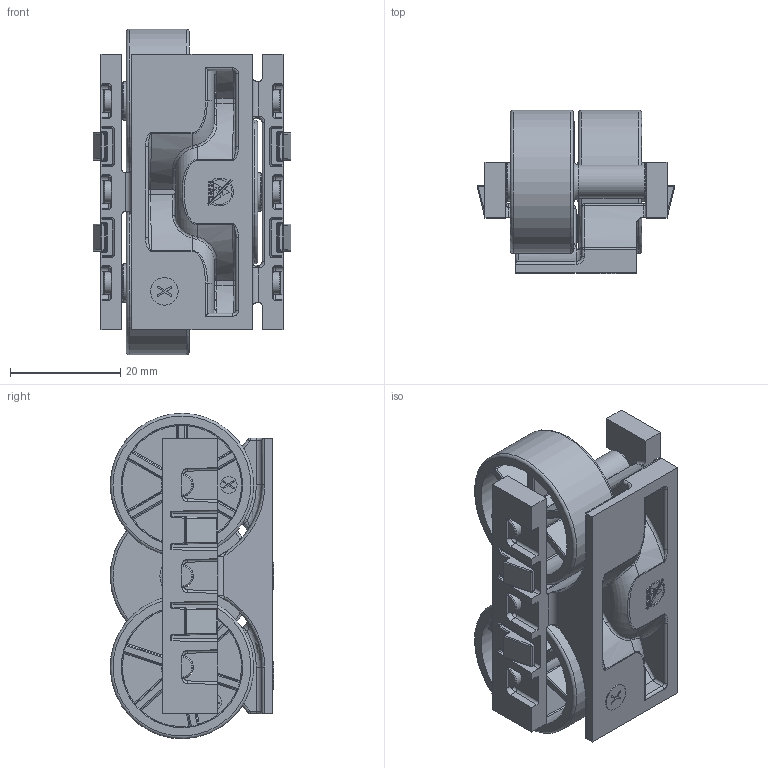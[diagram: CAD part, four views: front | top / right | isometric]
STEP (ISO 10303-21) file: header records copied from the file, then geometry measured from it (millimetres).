
FILE_DESCRIPTION(/* description */ (''),/* implementation_level */ '2;1');
FILE_NAME(/* name */ '13249_KriTec_Rollenelement_mit_Rolle_H26_schwarz.stp',/* time_stamp */ '2015-10-01T14:22:44+02:00',/* author */ ('kostic'),/* organization */ (''),/* preprocessor_version */ 'ST-DEVELOPER v15.2',/* originating_system */ 'Autodesk Inventor 2014',/* authorisation */ '');
FILE_SCHEMA (('CONFIG_CONTROL_DESIGN'));
Length unit declared in the file: millimetre
Products named in the file (4): Käfig für Rolle H26; Achse für Rolle H26; Rolle H26; 13249_KriTec_Rollenelement_mit_Rolle_H26_schwarz
Assembly tree (7 placements, depth 2):
  13249_KriTec_Rollenelement_mit_Rolle_H26_schwarz
    Käfig für Rolle H26
    Achse für Rolle H26  x3
    Rolle H26  x3
Bounding box: 35.88 x 29.65 x 58.99 mm (x, y, z)
Volume: 18440.5 mm3; surface area: 21014 mm2
Topology: 7 solids, 7 shells, 1528 faces, 3940 edges, 2371 vertices
Faces by surface type: plane 706, cylinder 383, bspline 208, torus 123, sphere 102, cone 6
Full cylindrical faces by diameter (mm): 3 x3, 4 x3, 4.2 x3, 5 x1, 6 x3, 7 x3, 22 x3, 26 x3
Entity records: 33008 total; most frequent: CARTESIAN_POINT 10693, ORIENTED_EDGE 4808, DIRECTION 4460, EDGE_CURVE 2404, AXIS2_PLACEMENT_3D 1516, VERTEX_POINT 1492, LINE 1428, VECTOR 1428
